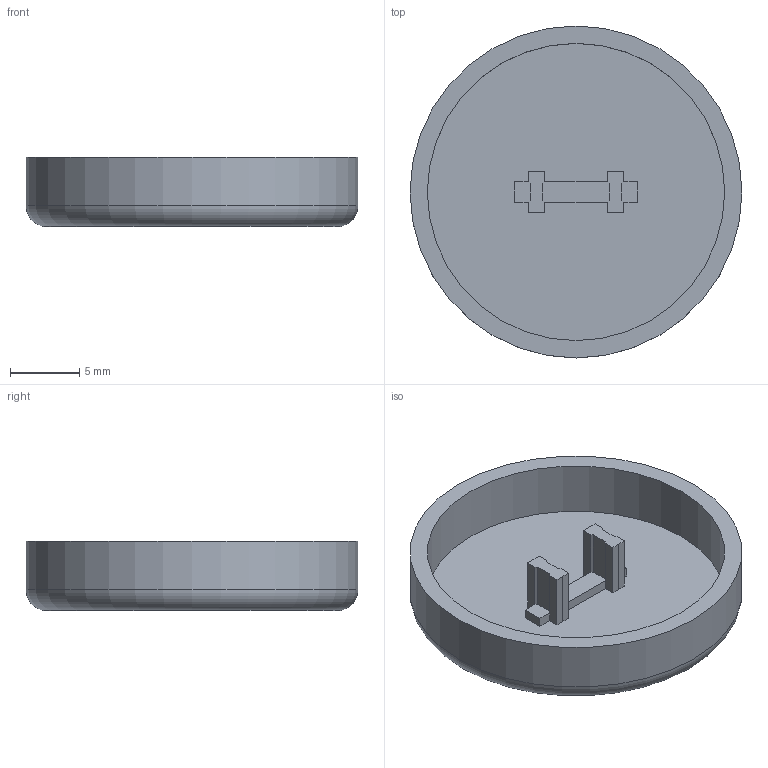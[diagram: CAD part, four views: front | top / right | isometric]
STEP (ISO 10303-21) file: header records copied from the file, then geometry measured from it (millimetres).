
FILE_DESCRIPTION(/* description */ (''),/* implementation_level */ '2;1');
FILE_NAME(/* name */ 'Egg on Rice Caps.step',/* time_stamp */ '2021-10-13T23:57:07-07:00',/* author */ (''),/* organization */ (''),/* preprocessor_version */ 'ST-DEVELOPER v18.1',/* originating_system */ 'Autodesk Translation Framework v10.10.0.1391',/* authorisation */ '');
FILE_SCHEMA (('AUTOMOTIVE_DESIGN { 1 0 10303 214 3 1 1 }'));
Length unit declared in the file: millimetre
Products named in the file (1): 24 mm switch caps
Bounding box: 24 x 24 x 5 mm (x, y, z)
Volume: 807.6 mm3; surface area: 1579.5 mm2
Topology: 1 solids, 1 shells, 46 faces, 116 edges, 74 vertices
Faces by surface type: plane 42, cylinder 3, torus 1
Full cylindrical faces by diameter (mm): 21.5 x2, 24 x1
Entity records: 1380 total; most frequent: CARTESIAN_POINT 237, ORIENTED_EDGE 232, DIRECTION 217, EDGE_CURVE 116, LINE 109, VECTOR 109, VERTEX_POINT 74, AXIS2_PLACEMENT_3D 54
